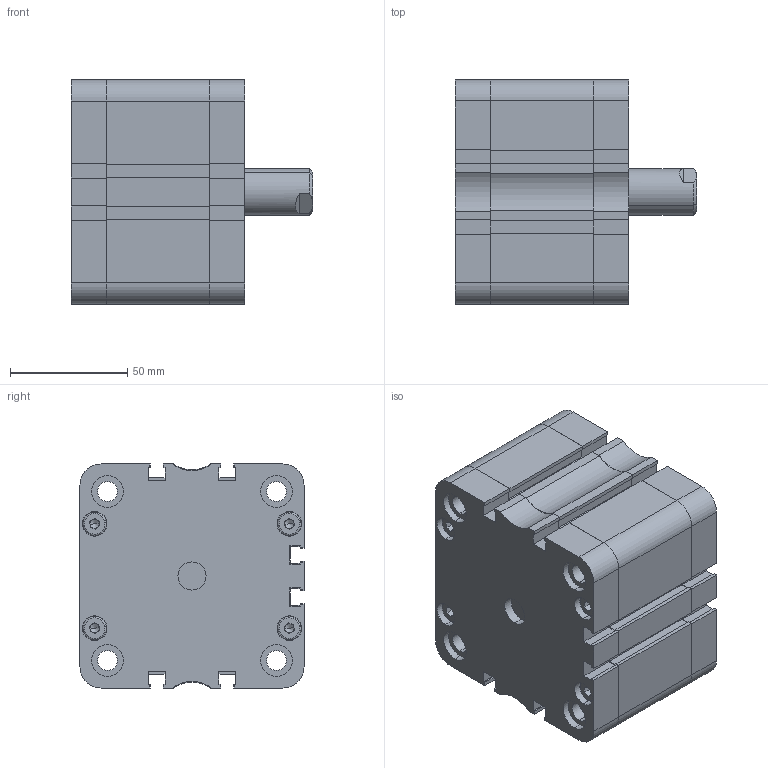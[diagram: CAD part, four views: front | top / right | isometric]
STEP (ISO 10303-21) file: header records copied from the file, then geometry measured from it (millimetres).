
FILE_DESCRIPTION (( 'STEP AP214' ), '1' );
FILE_NAME ('SM_008_080_0020_NP.STEP', '2019-11-15T07:13:21', ( '' ), ( '' ), 'SwSTEP 2.0', 'SolidWorks 2019', '' );
FILE_SCHEMA (( 'AUTOMOTIVE_DESIGN' ));
Length unit declared in the file: millimetre
Products named in the file (21): Kopia SMART - U. t³oka S^T³ok kpl_SM_PSEM_U. tˆoka S - D080; Kopia Pokrywa prz^Pokrywa prz kpl_SM_PSEM_Smart - Pok prz｢d - D080; Tuleja^SM_PSEM_Tuleja - D080; Pokrywa ty³ kpl^SM_PSEM_Pok tyˆ - D080; Kopia SMART - U. t硂czyska^Pokrywa prz骴 kpl_SM_PSEM_U. t坥czyska - D080; Kopia Tuleja prowadz¹ca^Pokrywa przód kpl_SM_PSEM_Tuleja prowadz¥ca - D080; Kopia SMART - U. typ Oring - pokrywa^Pokrywa przód kpl_SM_PSEM_U. typ Oring - D080; T³oczysko^SM_PSEM_Tˆoczysko - D080; Kopia SMART - U. typ Oring - pokrywa^Pokrywa tyｳ kpl_SM_PSEM_U. typ Oring - D080; socket head thin cap screw_din_DIN 7984 - M6 x 25 --- 22N; socket head thin cap screw_din_DIN 7984 - M10 x 30 --- 25.5N; Pokrywa przód kpl^SM_PSEM_Pokrywa prz¢d kpl - D080; Kopia SMART - U. t³oka wklejana^T³ok kpl_SM_PSEM_U. tˆoka wklejana - D080; Kopia T硂k_T坥k - D080; Sprêzyna SM_PSEM_080_L1 napi©cie wst©pne; Kopia Pokrywa ty³^Pokrywa ty³ kpl_SM_PSEM_Smart - Pok tyˆ - D080; SM_008_080_0020_NP; T硂k kpl^SM_PSEM_T坥k kpl - D080; Kopia Magnes^T³ok kpl_SM_PSEM_Magnes D080; Kopia Pierœcieñ prowadz¹cy^T³ok kpl_SM_PSEM_Pier˜cieä prowadz¥cy D080; Kopia SMART - U. t硂ka lu焠a^T硂k kpl_SM_PSEM_U. t坥ka lu玭a - D080
Assembly tree (27 placements, depth 3):
  SM_008_080_0020_NP
    Pokrywa przód kpl^SM_PSEM_Pokrywa prz¢d kpl - D080
      Kopia Pokrywa prz^Pokrywa prz kpl_SM_PSEM_Smart - Pok prz｢d - D080
      Kopia SMART - U. typ Oring - pokrywa^Pokrywa przód kpl_SM_PSEM_U. typ Oring - D080
      Kopia Tuleja prowadz¹ca^Pokrywa przód kpl_SM_PSEM_Tuleja prowadz¥ca - D080
      Kopia SMART - U. t硂czyska^Pokrywa prz骴 kpl_SM_PSEM_U. t坥czyska - D080
    Tuleja^SM_PSEM_Tuleja - D080
    Pokrywa ty³ kpl^SM_PSEM_Pok tyˆ - D080
      Kopia Pokrywa ty³^Pokrywa ty³ kpl_SM_PSEM_Smart - Pok tyˆ - D080
      Kopia SMART - U. typ Oring - pokrywa^Pokrywa tyｳ kpl_SM_PSEM_U. typ Oring - D080
    T硂k kpl^SM_PSEM_T坥k kpl - D080
      Kopia T硂k_T坥k - D080
      Kopia Magnes^T³ok kpl_SM_PSEM_Magnes D080
      Kopia Pierœcieñ prowadz¹cy^T³ok kpl_SM_PSEM_Pier˜cieä prowadz¥cy D080
      Kopia SMART - U. t硂ka lu焠a^T硂k kpl_SM_PSEM_U. t坥ka lu玭a - D080
      Kopia SMART - U. t³oka wklejana^T³ok kpl_SM_PSEM_U. tˆoka wklejana - D080
      Kopia SMART - U. t³oka S^T³ok kpl_SM_PSEM_U. tˆoka S - D080
    T³oczysko^SM_PSEM_Tˆoczysko - D080
    socket head thin cap screw_din_DIN 7984 - M10 x 30 --- 25.5N
    socket head thin cap screw_din_DIN 7984 - M6 x 25 --- 22N  x8
    Sprêzyna SM_PSEM_080_L1 napi©cie wst©pne
Bounding box: 103 x 95.5 x 95.5 mm (x, y, z)
Volume: 399319.4 mm3; surface area: 199349 mm2
Topology: 25 solids, 25 shells, 1123 faces, 2795 edges, 1796 vertices
Faces by surface type: plane 567, cylinder 317, bspline 126, cone 77, torus 36
Entity records: 37818 total; most frequent: CARTESIAN_POINT 14182, ORIENTED_EDGE 4770, DIRECTION 4482, EDGE_CURVE 2385, VERTEX_POINT 1565, AXIS2_PLACEMENT_3D 1530, VECTOR 1422, LINE 1422
